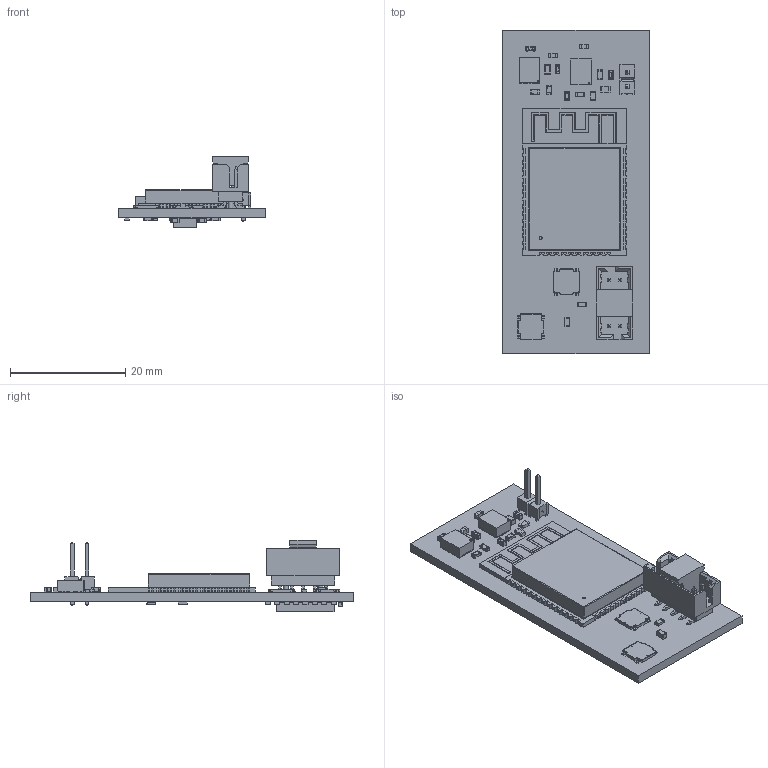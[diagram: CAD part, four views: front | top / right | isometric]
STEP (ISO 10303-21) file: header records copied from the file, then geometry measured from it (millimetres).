
FILE_DESCRIPTION(('Open CASCADE Model'),'2;1');
FILE_NAME('Open CASCADE Shape Model','2024-10-30T13:49:33',('Author'),( 'Open CASCADE'),'Open CASCADE STEP processor 7.5','Open CASCADE 7.5' ,'Unknown');
FILE_SCHEMA(('AUTOMOTIVE_DESIGN { 1 0 10303 214 1 1 1 1 }'));
Length unit declared in the file: millimetre
Products named in the file (95): PCB; Board; Open CASCADE STEP translator 7.5 1.1.1; U4; 6413724640; U5; U2; 6413724880; U1; 6413548256; Extruded; EN1; 6413727040; R27; 6413550896; 6413550656; R26; Res_Yageo_RC0603FR-07100KL_eec; 1; 2; 3; Yageo Logo; R25; R24; R23; 6413551296; 6413551056; R22; 6413716000; R21; 6413723680; R20; 6413718480; R19; R18; R17; R16; R15; R14; R13 ...
Assembly tree (156 placements, depth 5):
  PCB
    Board
      Open CASCADE STEP translator 7.5 1.1.1
    U4
      6413724640
    U5
      6413724640
    U2
      6413724880
    U1
      6413548256
        Extruded
    EN1
      6413727040
    R27
      6413550896  x2
        Extruded
      6413550656
        Extruded
    R26
      Res_Yageo_RC0603FR-07100KL_eec
        1
        2
        3
        Yageo Logo
    R25
      Res_Yageo_RC0603FR-07100KL_eec
        1
        2
        3
        Yageo Logo
    R24
      Res_Yageo_RC0603FR-07100KL_eec
        1
        2
        3
        Yageo Logo
    R23
      6413551296  x2
        Extruded
      6413551056
        Extruded
    R22
      6413716000
    R21
      6413723680
    R20
      6413718480
    R19
      6413551056
        Extruded
      6413551296  x2
        Extruded
    R18
      6413551296  x2
        Extruded
      6413551056
        Extruded
    R17
      6413551056
Bounding box: 25.4 x 56.01 x 12.43 mm (x, y, z)
Volume: 3921.6 mm3; surface area: 6659.9 mm2
Topology: 279 solids, 279 shells, 4436 faces, 10973 edges, 7104 vertices
Faces by surface type: plane 3299, cylinder 703, bspline 292, sphere 140, cone 2
Full cylindrical faces by diameter (mm): 0.25 x18, 0.4 x2, 0.557 x1, 0.85 x2, 1.02 x2
Entity records: 77809 total; most frequent: CARTESIAN_POINT 14076, ORIENTED_EDGE 12576, DIRECTION 12036, EDGE_CURVE 6288, LINE 5340, VECTOR 5340, VERTEX_POINT 4098, AXIS2_PLACEMENT_3D 3348
